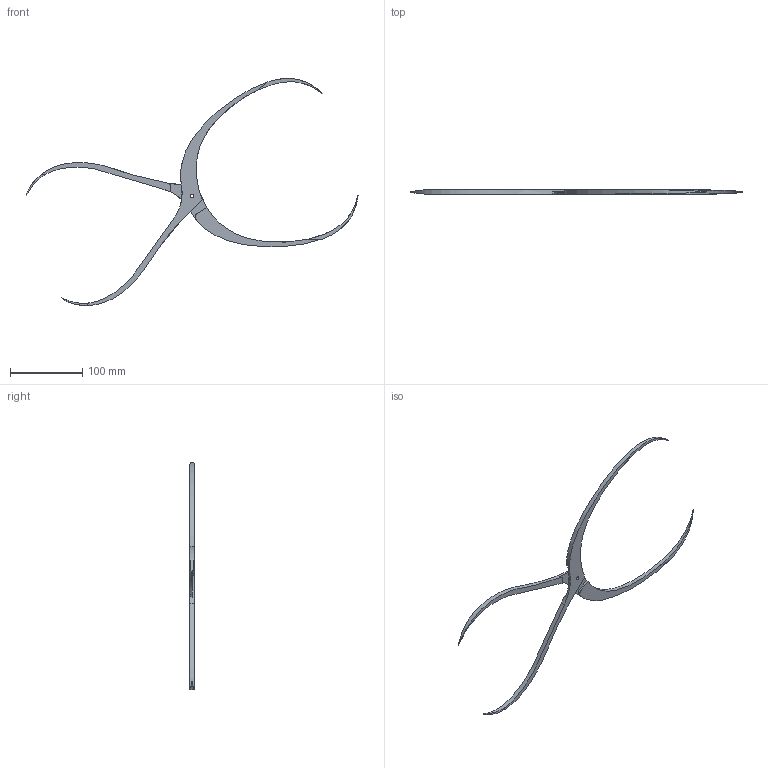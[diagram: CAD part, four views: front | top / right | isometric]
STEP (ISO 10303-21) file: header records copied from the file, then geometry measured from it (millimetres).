
FILE_DESCRIPTION(/* description */ (''),/* implementation_level */ '2;1');
FILE_NAME(/* name */ 'MMAD460.step',/* time_stamp */ '2023-04-02T23:35:45+02:00',/* author */ (''),/* organization */ (''),/* preprocessor_version */ 'ST-DEVELOPER v19.2',/* originating_system */ 'Autodesk Translation Framework v11.17.0.187',/* authorisation */ '');
FILE_SCHEMA (('AUTOMOTIVE_DESIGN { 1 0 10303 214 3 1 1 }'));
Length unit declared in the file: millimetre
Products named in the file (2): maitre a danser 2; Component1
Assembly tree (2 placements, depth 2):
  maitre a danser 2
    Component1  x2
Bounding box: 460.8 x 6 x 315.15 mm (x, y, z)
Volume: 48715.1 mm3; surface area: 30451.3 mm2
Topology: 2 solids, 2 shells, 42 faces, 118 edges, 80 vertices
Faces by surface type: plane 26, bspline 14, cylinder 2
Full cylindrical faces by diameter (mm): 5 x2
Entity records: 1095 total; most frequent: CARTESIAN_POINT 584, ORIENTED_EDGE 118, DIRECTION 60, EDGE_CURVE 59, VERTEX_POINT 40, B_SPLINE_CURVE_WITH_KNOTS 28, EDGE_LOOP 23, FACE_OUTER_BOUND 21
